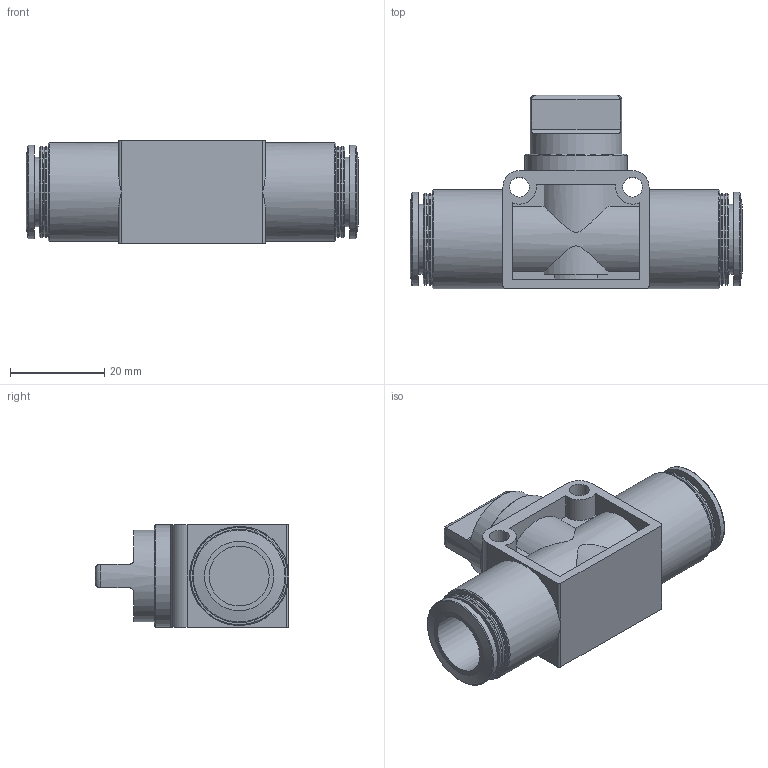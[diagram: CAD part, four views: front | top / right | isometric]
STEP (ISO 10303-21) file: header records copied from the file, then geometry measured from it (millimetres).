
FILE_DESCRIPTION(/* description */ ('STEP AP214'),/* implementation_level */ '2;1');
FILE_NAME(/* name */ '153979_HE-3-QS-1_2-U',/* time_stamp */ '2024-08-29T02:54:37+02:00',/* author */ ('License CC BY-ND 4.0'),/* organization */ ('CADENAS'),/* preprocessor_version */ 'ST-DEVELOPER v19.3',/* originating_system */ 'PARTsolutions',/* authorisation */ ' ');
FILE_SCHEMA (('AUTOMOTIVE_DESIGN {1 0 10303 214 3 1 1}'));
Length unit declared in the file: millimetre
Products named in the file (1): 153979 HE-3-QS-1/2-U
Bounding box: 70.4 x 41 x 21.7 mm (x, y, z)
Volume: 23127.1 mm3; surface area: 11140.2 mm2
Topology: 1 solids, 1 shells, 96 faces, 227 edges, 144 vertices
Faces by surface type: plane 41, cylinder 38, cone 13, torus 4
Full cylindrical faces by diameter (mm): 4.2 x2, 12.7 x2, 14.8 x2, 19.5 x5, 19.8 x2, 21 x2, 21.7 x1
Entity records: 3361 total; most frequent: CARTESIAN_POINT 554, DIRECTION 446, ORIENTED_EDGE 386, EDGE_CURVE 193, AXIS2_PLACEMENT_3D 176, EDGE_LOOP 142, FACE_BOUND 142, VERTEX_POINT 141
